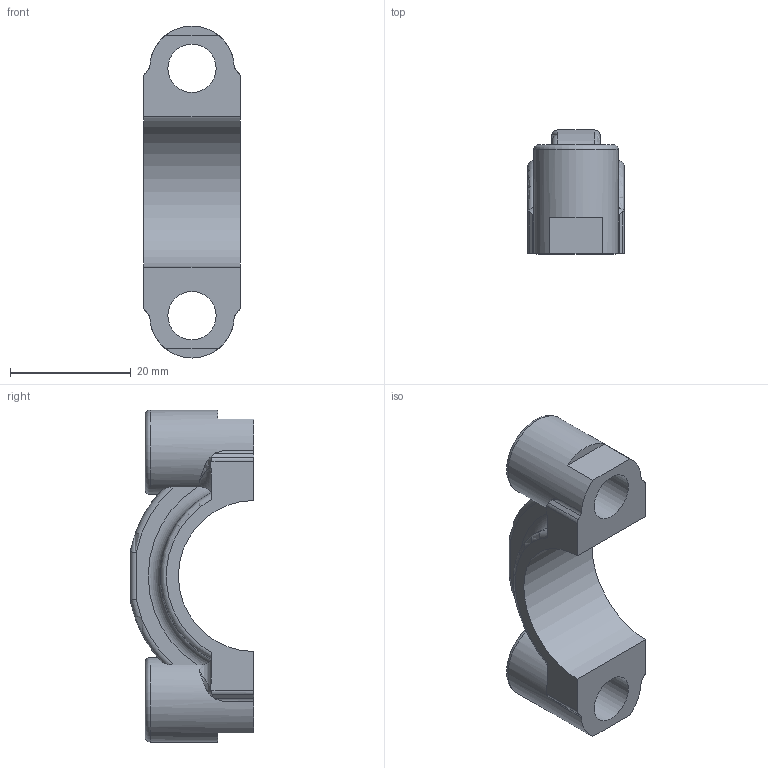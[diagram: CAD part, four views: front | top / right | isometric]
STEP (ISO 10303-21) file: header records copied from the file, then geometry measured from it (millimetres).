
FILE_DESCRIPTION(/* description */ (''),/* implementation_level */ '2;1');
FILE_NAME(/* name */ 'Soporte eje de levas.step',/* time_stamp */ '2020-10-22T10:43:29-03:00',/* author */ ('gonza'),/* organization */ (''),/* preprocessor_version */ 'ST-DEVELOPER v18.1',/* originating_system */ 'Autodesk Inventor 2021',/* authorisation */ '');
FILE_SCHEMA (('AUTOMOTIVE_DESIGN { 1 0 10303 214 3 1 1 }'));
Length unit declared in the file: millimetre
Products named in the file (1): Soporte eje de levas
Bounding box: 16 x 20.5 x 55 mm (x, y, z)
Volume: 7274.5 mm3; surface area: 4355.2 mm2
Topology: 1 solids, 1 shells, 64 faces, 190 edges, 128 vertices
Faces by surface type: cylinder 23, plane 21, torus 16, bspline 4
Full cylindrical faces by diameter (mm): 8 x2, 14 x2
Entity records: 2712 total; most frequent: CARTESIAN_POINT 1022, ORIENTED_EDGE 380, DIRECTION 310, EDGE_CURVE 190, VERTEX_POINT 128, AXIS2_PLACEMENT_3D 127, B_SPLINE_CURVE_WITH_KNOTS 68, EDGE_LOOP 68
